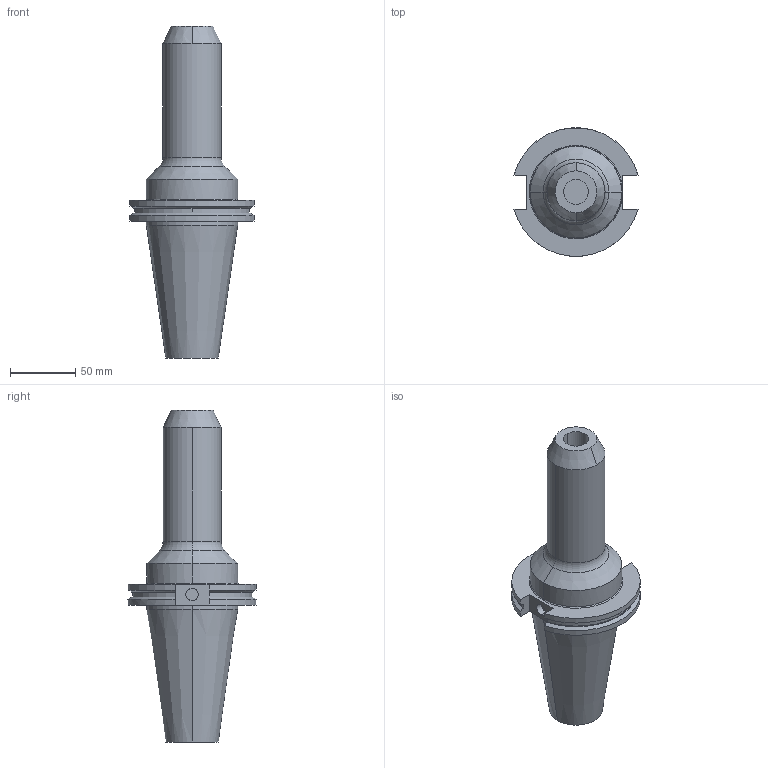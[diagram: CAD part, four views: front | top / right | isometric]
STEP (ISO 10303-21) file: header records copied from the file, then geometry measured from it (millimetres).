
FILE_DESCRIPTION (( 'STEP AP203' ), '1' );
FILE_NAME ('STP-22941-6.STEP', '2018-08-23T06:21:05', ( '' ), ( '' ), 'SwSTEP 2.0', 'SolidWorks 2015', '' );
FILE_SCHEMA (( 'CONFIG_CONTROL_DESIGN' ));
Length unit declared in the file: millimetre
Products named in the file (1): STP-22941-6
Bounding box: 94.95 x 98.24 x 254 mm (x, y, z)
Volume: 570027.3 mm3; surface area: 62963.5 mm2
Topology: 1 solids, 1 shells, 61 faces, 151 edges, 95 vertices
Faces by surface type: cylinder 23, cone 17, plane 17, torus 2, bspline 2
Entity records: 2418 total; most frequent: CARTESIAN_POINT 869, DIRECTION 328, ORIENTED_EDGE 298, EDGE_CURVE 149, AXIS2_PLACEMENT_3D 130, VERTEX_POINT 95, CIRCLE 70, VECTOR 68
